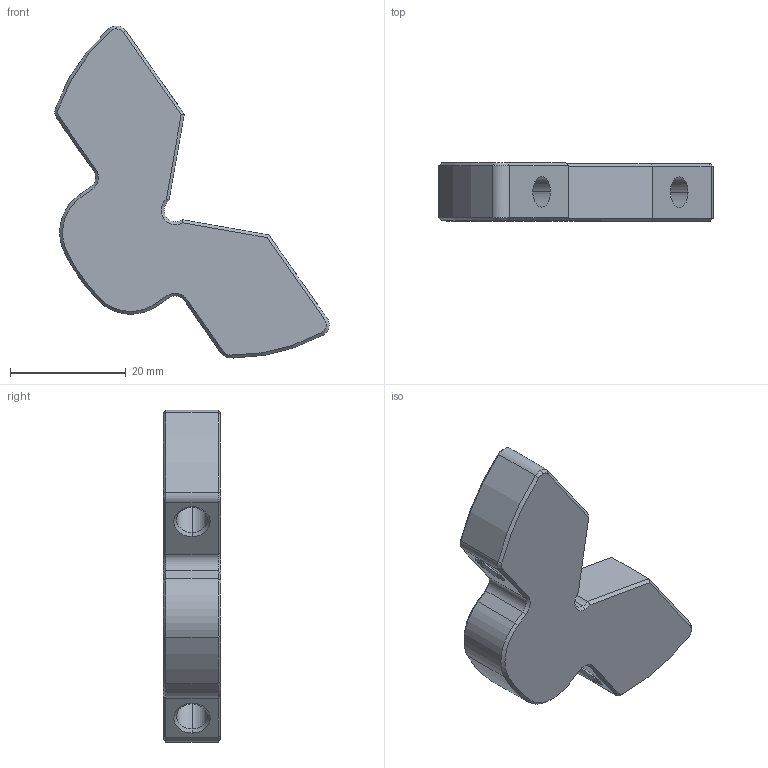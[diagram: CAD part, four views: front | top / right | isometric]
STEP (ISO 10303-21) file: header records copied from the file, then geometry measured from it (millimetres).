
FILE_DESCRIPTION (( 'STEP AP203' ), '1' );
FILE_NAME ('Çàæèì êðåïëåíèÿ ìîòîðà.STEP', '2021-11-26T17:28:49', ( '' ), ( '' ), 'SwSTEP 2.0', 'SolidWorks 2021', '' );
FILE_SCHEMA (( 'CONFIG_CONTROL_DESIGN' ));
Length unit declared in the file: millimetre
Products named in the file (1): Çàæèì êðåïëåíèÿ ìîòîðà
Bounding box: 47.39 x 10 x 57.37 mm (x, y, z)
Volume: 11260.3 mm3; surface area: 4647.5 mm2
Topology: 1 solids, 1 shells, 79 faces, 183 edges, 106 vertices
Faces by surface type: cone 33, plane 26, cylinder 20
Entity records: 2296 total; most frequent: DIRECTION 413, CARTESIAN_POINT 381, ORIENTED_EDGE 366, EDGE_CURVE 183, AXIS2_PLACEMENT_3D 154, VERTEX_POINT 106, VECTOR 105, LINE 105
